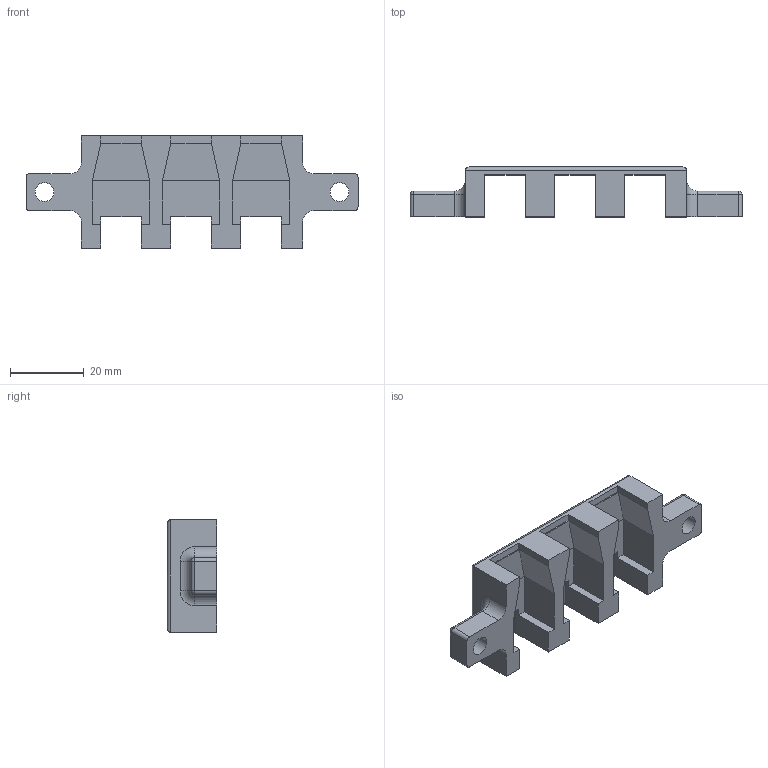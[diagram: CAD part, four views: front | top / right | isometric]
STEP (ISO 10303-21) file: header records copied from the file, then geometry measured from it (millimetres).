
FILE_DESCRIPTION(/* description */ (''),/* implementation_level */ '2;1');
FILE_NAME(/* name */ 'DC Jack Hookup Mount.step',/* time_stamp */ '2016-06-19T08:27:59-04:00',/* author */ (''),/* organization */ (''),/* preprocessor_version */ 'ST-DEVELOPER v16.5',/* originating_system */ 'Autodesk Translation Framework v5.0.0.3310',/* authorisation */ '');
FILE_SCHEMA (('AUTOMOTIVE_DESIGN { 1 0 10303 214 3 1 1 }'));
Length unit declared in the file: centimetre
Products named in the file (1): FEMALE HOOKUPS v14
Bounding box: 90 x 13.51 x 30.45 mm (x, y, z)
Volume: 11834.7 mm3; surface area: 8122.9 mm2
Topology: 1 solids, 1 shells, 107 faces, 267 edges, 162 vertices
Faces by surface type: plane 65, cylinder 34, torus 4, sphere 4
Full cylindrical faces by diameter (mm): 5.1 x2
Entity records: 3135 total; most frequent: DIRECTION 537, CARTESIAN_POINT 535, ORIENTED_EDGE 530, EDGE_CURVE 265, LINE 209, VECTOR 209, AXIS2_PLACEMENT_3D 164, VERTEX_POINT 162
